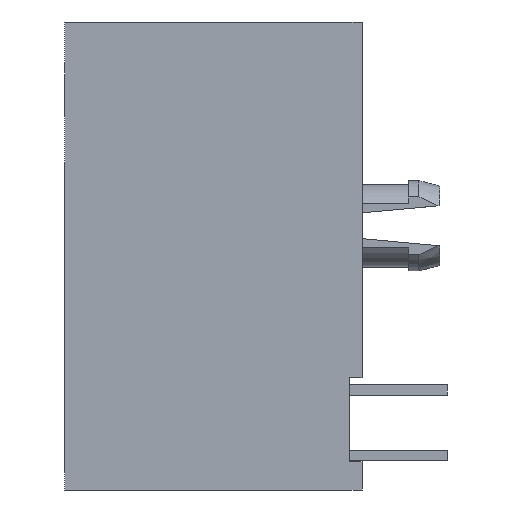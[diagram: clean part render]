
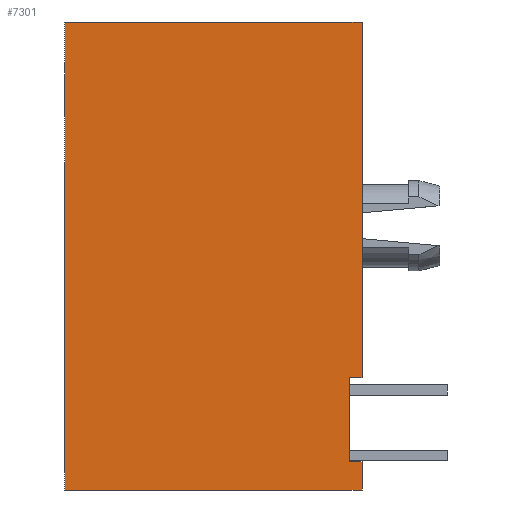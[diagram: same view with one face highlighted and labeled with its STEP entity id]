
A CAD part, left-side view. The second image highlights one B-rep face of the part: STEP entity #7301.
In plain terms, the highlighted planar face has unit normal (-1, 0, 0).
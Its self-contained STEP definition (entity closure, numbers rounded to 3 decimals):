
#5=DIRECTION('',(0.,-1.,0.));
#6=VECTOR('',#5,11.5);
#7=CARTESIAN_POINT('',(-7.62,5.75,0.));
#8=LINE('',#7,#6);
#919=DIRECTION('',(0.,1.,0.));
#920=VECTOR('',#919,0.5);
#921=CARTESIAN_POINT('',(-7.62,-5.75,-13.75));
#922=LINE('',#921,#920);
#923=DIRECTION('',(0.,0.,1.));
#924=VECTOR('',#923,3.25);
#925=CARTESIAN_POINT('',(-7.62,-5.25,-17.));
#926=LINE('',#925,#924);
#927=DIRECTION('',(0.,1.,0.));
#928=VECTOR('',#927,0.5);
#929=CARTESIAN_POINT('',(-7.62,-5.75,-17.));
#930=LINE('',#929,#928);
#931=DIRECTION('',(0.,0.,-1.));
#932=VECTOR('',#931,18.1);
#933=CARTESIAN_POINT('',(-7.62,5.75,0.));
#934=LINE('',#933,#932);
#1011=DIRECTION('',(0.,0.,-1.));
#1012=VECTOR('',#1011,13.75);
#1013=CARTESIAN_POINT('',(-7.62,-5.75,0.));
#1014=LINE('',#1013,#1012);
#1063=DIRECTION('',(0.,0.,-1.));
#1064=VECTOR('',#1063,1.1);
#1065=CARTESIAN_POINT('',(-7.62,-5.75,-17.));
#1066=LINE('',#1065,#1064);
#1683=DIRECTION('',(0.,-1.,0.));
#1684=VECTOR('',#1683,11.5);
#1685=CARTESIAN_POINT('',(-7.62,5.75,-18.1));
#1686=LINE('',#1685,#1684);
#4881=CARTESIAN_POINT('',(-7.62,5.75,0.));
#4882=CARTESIAN_POINT('',(-7.62,-5.75,0.));
#4883=VERTEX_POINT('',#4881);
#4884=VERTEX_POINT('',#4882);
#4889=CARTESIAN_POINT('',(-7.62,5.75,-18.1));
#4890=CARTESIAN_POINT('',(-7.62,-5.75,-18.1));
#4891=VERTEX_POINT('',#4889);
#4892=VERTEX_POINT('',#4890);
#5305=CARTESIAN_POINT('',(-7.62,-5.75,-13.75));
#5306=CARTESIAN_POINT('',(-7.62,-5.25,-13.75));
#5307=VERTEX_POINT('',#5305);
#5308=VERTEX_POINT('',#5306);
#5309=CARTESIAN_POINT('',(-7.62,-5.75,-17.));
#5310=CARTESIAN_POINT('',(-7.62,-5.25,-17.));
#5311=VERTEX_POINT('',#5309);
#5312=VERTEX_POINT('',#5310);
#7280=CARTESIAN_POINT('',(-7.62,5.75,0.));
#7281=DIRECTION('',(-1.,0.,0.));
#7282=DIRECTION('',(0.,-1.,0.));
#7283=AXIS2_PLACEMENT_3D('',#7280,#7281,#7282);
#7284=PLANE('',#7283);
#7286=ORIENTED_EDGE('',*,*,#7285,.T.);
#7288=ORIENTED_EDGE('',*,*,#7287,.F.);
#7290=ORIENTED_EDGE('',*,*,#7289,.F.);
#7292=ORIENTED_EDGE('',*,*,#7291,.T.);
#7294=ORIENTED_EDGE('',*,*,#7293,.F.);
#7295=ORIENTED_EDGE('',*,*,#7150,.F.);
#7296=ORIENTED_EDGE('',*,*,#6430,.T.);
#7298=ORIENTED_EDGE('',*,*,#7297,.T.);
#7299=EDGE_LOOP('',(#7286,#7288,#7290,#7292,#7294,#7295,#7296,#7298));
#7300=FACE_OUTER_BOUND('',#7299,.F.);
#7301=ADVANCED_FACE('',(#7300),#7284,.T.);
#6430=EDGE_CURVE('',#4883,#4884,#8,.T.);
#7150=EDGE_CURVE('',#4883,#4891,#934,.T.);
#7285=EDGE_CURVE('',#5307,#5308,#922,.T.);
#7287=EDGE_CURVE('',#5312,#5308,#926,.T.);
#7289=EDGE_CURVE('',#5311,#5312,#930,.T.);
#7291=EDGE_CURVE('',#5311,#4892,#1066,.T.);
#7293=EDGE_CURVE('',#4891,#4892,#1686,.T.);
#7297=EDGE_CURVE('',#4884,#5307,#1014,.T.);
